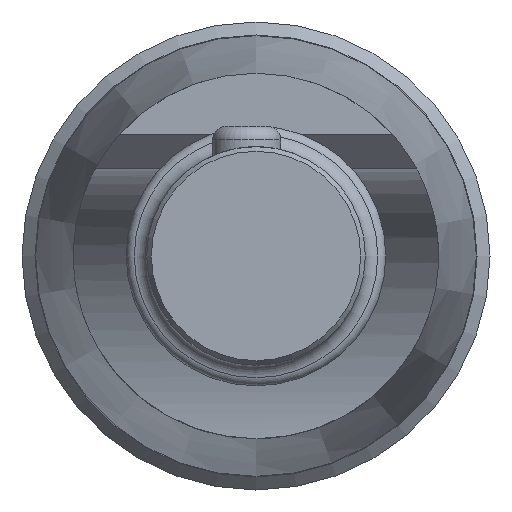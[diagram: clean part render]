
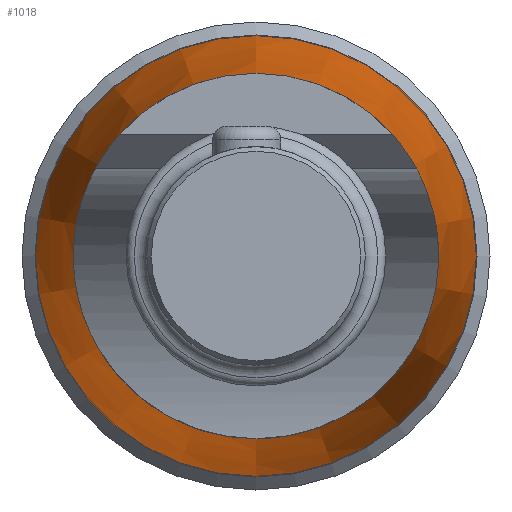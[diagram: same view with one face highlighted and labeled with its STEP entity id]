
A CAD part, left-side view. The second image highlights one B-rep face of the part: STEP entity #1018.
In plain terms, the highlighted conical face has half-angle 7.977 degrees and reference radius 16.175 mm.
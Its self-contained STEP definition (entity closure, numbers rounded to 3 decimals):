
#166=CONICAL_SURFACE('',#1136,16.175,0.139);
#248=VECTOR('',#1381,1.);
#288=LINE('',#1752,#248);
#365=VERTEX_POINT('',#1749);
#366=VERTEX_POINT('',#1750);
#367=VERTEX_POINT('',#1753);
#368=VERTEX_POINT('',#1755);
#435=CIRCLE('',#1135,16.175);
#436=CIRCLE('',#1137,13.373);
#554=EDGE_CURVE('',#365,#366,#435,.T.);
#555=EDGE_CURVE('',#366,#365,#435,.T.);
#556=EDGE_CURVE('',#365,#367,#288,.T.);
#557=EDGE_CURVE('',#368,#367,#436,.T.);
#558=EDGE_CURVE('',#367,#368,#436,.T.);
#805=ORIENTED_EDGE('',*,*,#556,.T.);
#806=ORIENTED_EDGE('',*,*,#557,.F.);
#807=ORIENTED_EDGE('',*,*,#558,.F.);
#808=ORIENTED_EDGE('',*,*,#556,.F.);
#809=ORIENTED_EDGE('',*,*,#554,.T.);
#810=ORIENTED_EDGE('',*,*,#555,.T.);
#894=EDGE_LOOP('',(#805,#806,#807,#808,#809,#810));
#958=FACE_BOUND('',#894,.T.);
#1018=ADVANCED_FACE('',(#958),#166,.T.);
#1135=AXIS2_PLACEMENT_3D('',#1748,#1377,#1378);
#1136=AXIS2_PLACEMENT_3D('',#1751,#1379,#1380);
#1137=AXIS2_PLACEMENT_3D('',#1754,#1382,#1383);
#1377=DIRECTION('',(-1.,0.,0.));
#1378=DIRECTION('',(0.,0.,16.175));
#1379=DIRECTION('',(1.,0.,0.));
#1380=DIRECTION('',(0.,0.,-16.175));
#1381=DIRECTION('',(-0.99,0.,0.139));
#1382=DIRECTION('',(-1.,0.,0.));
#1383=DIRECTION('',(0.,0.,13.373));
#1748=CARTESIAN_POINT('',(-56.,0.,0.));
#1749=CARTESIAN_POINT('',(-56.,0.,-16.175));
#1750=CARTESIAN_POINT('',(-56.,0.,16.175));
#1751=CARTESIAN_POINT('',(-56.,0.,0.));
#1752=CARTESIAN_POINT('',(-78.,0.,-13.092));
#1753=CARTESIAN_POINT('',(-76.,0.,-13.373));
#1754=CARTESIAN_POINT('',(-76.,0.,0.));
#1755=CARTESIAN_POINT('',(-76.,0.,13.373));
